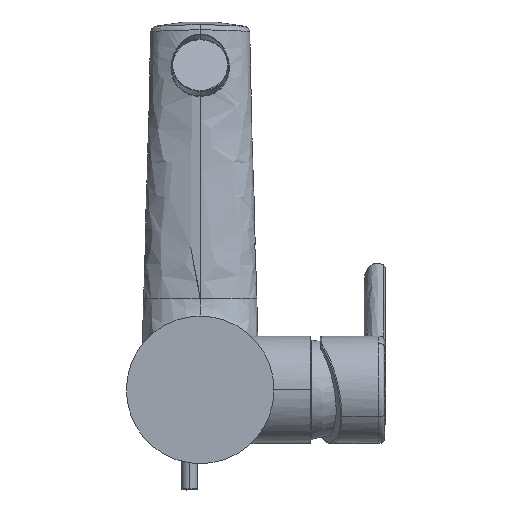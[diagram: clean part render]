
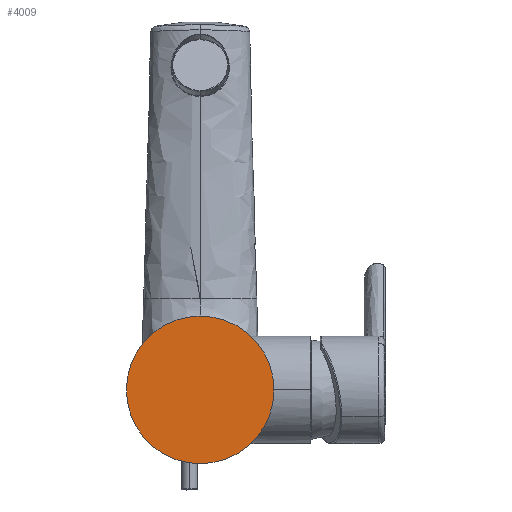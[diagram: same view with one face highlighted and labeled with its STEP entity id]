
A CAD part, front view. The second image highlights one B-rep face of the part: STEP entity #4009.
In plain terms, the highlighted planar face has unit normal (0, -1, 0).
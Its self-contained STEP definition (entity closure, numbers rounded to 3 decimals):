
#89 = DIRECTION ( 'NONE',  ( 0., 0., 1. ) ) ;
#116 = AXIS2_PLACEMENT_3D ( 'NONE', #12106, #514, #1545 ) ;
#258 = CARTESIAN_POINT ( 'NONE',  ( 0., -5., 0. ) ) ;
#438 = FACE_OUTER_BOUND ( 'NONE', #8083, .T. ) ;
#514 = DIRECTION ( 'NONE',  ( 0., 1., 0. ) ) ;
#1096 = AXIS2_PLACEMENT_3D ( 'NONE', #258, #6094, #89 ) ;
#1545 = DIRECTION ( 'NONE',  ( 0., 0., 1. ) ) ;
#2470 = PLANE ( 'NONE',  #116 ) ;
#4009 = ADVANCED_FACE ( 'NONE', ( #438 ), #2470, .F. ) ;
#4254 = EDGE_CURVE ( 'NONE', #11465, #9259, #11135, .T. ) ;
#4466 = AXIS2_PLACEMENT_3D ( 'NONE', #6626, #5899, #5857 ) ;
#4651 = EDGE_CURVE ( 'NONE', #9259, #11465, #11927, .T. ) ;
#5747 = CARTESIAN_POINT ( 'NONE',  ( 0., -5., -27.5 ) ) ;
#5857 = DIRECTION ( 'NONE',  ( 0., 0., 1. ) ) ;
#5899 = DIRECTION ( 'NONE',  ( 0., 1., 0. ) ) ;
#6094 = DIRECTION ( 'NONE',  ( 0., 1., 0. ) ) ;
#6626 = CARTESIAN_POINT ( 'NONE',  ( 0., -5., 0. ) ) ;
#7249 = CARTESIAN_POINT ( 'NONE',  ( 0., -5., 27.5 ) ) ;
#7274 = ORIENTED_EDGE ( 'NONE', *, *, #4651, .F. ) ;
#7920 = ORIENTED_EDGE ( 'NONE', *, *, #4254, .F. ) ;
#8083 = EDGE_LOOP ( 'NONE', ( #7920, #7274 ) ) ;
#9259 = VERTEX_POINT ( 'NONE', #7249 ) ;
#11135 = CIRCLE ( 'NONE', #4466, 27.5 ) ;
#11465 = VERTEX_POINT ( 'NONE', #5747 ) ;
#11927 = CIRCLE ( 'NONE', #1096, 27.5 ) ;
#12106 = CARTESIAN_POINT ( 'NONE',  ( 0., -5., 0. ) ) ;
